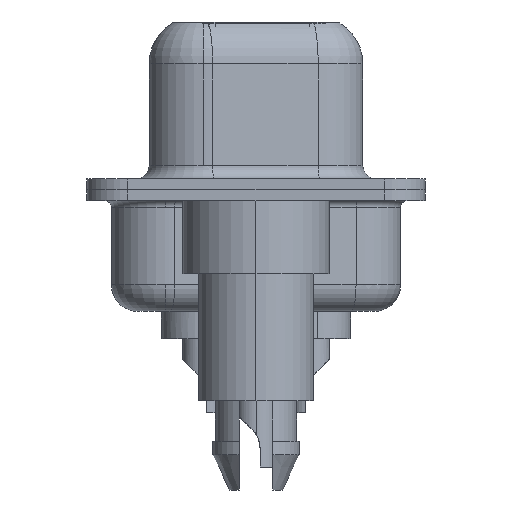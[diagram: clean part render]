
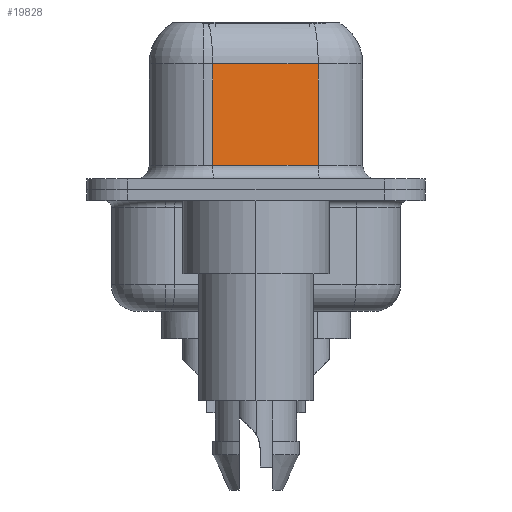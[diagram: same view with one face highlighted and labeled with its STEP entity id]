
A CAD part, left-side view. The second image highlights one B-rep face of the part: STEP entity #19828.
In plain terms, the highlighted planar face has unit normal (-0.985, -0.174, 0).
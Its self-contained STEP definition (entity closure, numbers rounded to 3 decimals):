
#127 = DIRECTION ( 'NONE',  ( -0.174, 0.985, 0. ) ) ;
#296 = VECTOR ( 'NONE', #12667, 1000. ) ;
#628 = EDGE_CURVE ( 'NONE', #23610, #20384, #4309, .T. ) ;
#1168 = LINE ( 'NONE', #1301, #296 ) ;
#1301 = CARTESIAN_POINT ( 'NONE',  ( 5.068, -2.297, 4.65 ) ) ;
#4171 = VERTEX_POINT ( 'NONE', #6782 ) ;
#4309 = LINE ( 'NONE', #11810, #14559 ) ;
#4752 = LINE ( 'NONE', #21698, #12144 ) ;
#5126 = EDGE_CURVE ( 'NONE', #23610, #24025, #1168, .T. ) ;
#5529 = CARTESIAN_POINT ( 'NONE',  ( 4.38, 1.603, 4.65 ) ) ;
#5948 = DIRECTION ( 'NONE',  ( 0., 0., -1. ) ) ;
#6782 = CARTESIAN_POINT ( 'NONE',  ( 4.38, 1.603, 0.9 ) ) ;
#6919 = ORIENTED_EDGE ( 'NONE', *, *, #9157, .T. ) ;
#7630 = FACE_OUTER_BOUND ( 'NONE', #18387, .T. ) ;
#9157 = EDGE_CURVE ( 'NONE', #4171, #20384, #12359, .T. ) ;
#11628 = PLANE ( 'NONE',  #17039 ) ;
#11810 = CARTESIAN_POINT ( 'NONE',  ( 5.068, -2.297, 6.4 ) ) ;
#12087 = CARTESIAN_POINT ( 'NONE',  ( 5.068, -2.297, 0.9 ) ) ;
#12144 = VECTOR ( 'NONE', #12245, 1000. ) ;
#12245 = DIRECTION ( 'NONE',  ( 0., 0., -1. ) ) ;
#12359 = LINE ( 'NONE', #17702, #15808 ) ;
#12667 = DIRECTION ( 'NONE',  ( -0.174, 0.985, 0. ) ) ;
#14559 = VECTOR ( 'NONE', #5948, 1000. ) ;
#15291 = ORIENTED_EDGE ( 'NONE', *, *, #628, .F. ) ;
#15808 = VECTOR ( 'NONE', #19813, 1000. ) ;
#17039 = AXIS2_PLACEMENT_3D ( 'NONE', #17212, #22818, #127 ) ;
#17212 = CARTESIAN_POINT ( 'NONE',  ( 5.068, -2.297, 6.4 ) ) ;
#17653 = EDGE_CURVE ( 'NONE', #24025, #4171, #4752, .T. ) ;
#17702 = CARTESIAN_POINT ( 'NONE',  ( 5.068, -2.297, 0.9 ) ) ;
#18387 = EDGE_LOOP ( 'NONE', ( #15291, #20553, #19863, #6919 ) ) ;
#18389 = CARTESIAN_POINT ( 'NONE',  ( 5.068, -2.297, 4.65 ) ) ;
#19813 = DIRECTION ( 'NONE',  ( 0.174, -0.985, 0. ) ) ;
#19828 = ADVANCED_FACE ( 'NONE', ( #7630 ), #11628, .F. ) ;
#19863 = ORIENTED_EDGE ( 'NONE', *, *, #17653, .T. ) ;
#20384 = VERTEX_POINT ( 'NONE', #12087 ) ;
#20553 = ORIENTED_EDGE ( 'NONE', *, *, #5126, .T. ) ;
#21698 = CARTESIAN_POINT ( 'NONE',  ( 4.38, 1.603, 6.4 ) ) ;
#22818 = DIRECTION ( 'NONE',  ( 0.985, 0.174, 0. ) ) ;
#23610 = VERTEX_POINT ( 'NONE', #18389 ) ;
#24025 = VERTEX_POINT ( 'NONE', #5529 ) ;
